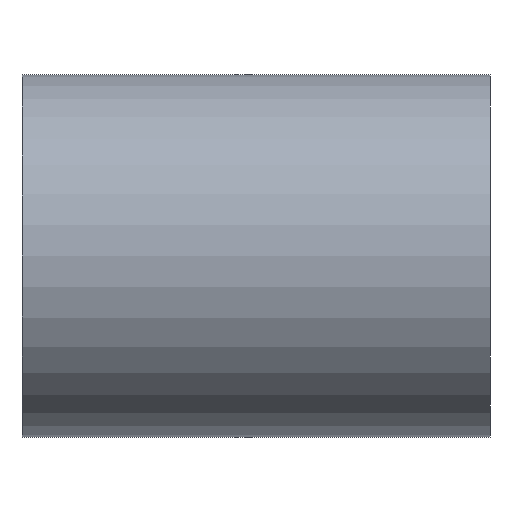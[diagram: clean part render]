
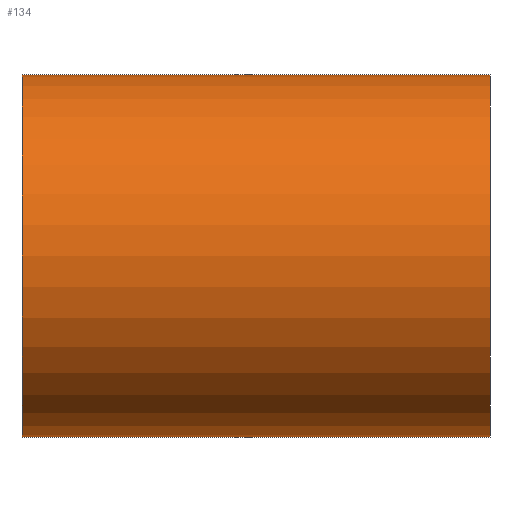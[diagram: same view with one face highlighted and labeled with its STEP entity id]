
A CAD part, left-side view. The second image highlights one B-rep face of the part: STEP entity #134.
In plain terms, the highlighted cylindrical face has radius 3.1 mm (diameter 6.2 mm), a partial arc.
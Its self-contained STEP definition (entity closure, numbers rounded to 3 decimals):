
#1 = EDGE_CURVE ( 'NONE', #124, #37, #154, .T. ) ;
#4 = CARTESIAN_POINT ( 'NONE',  ( 0., 0., 3.1 ) ) ;
#13 = DIRECTION ( 'NONE',  ( 0., -1., 0. ) ) ;
#15 = EDGE_CURVE ( 'NONE', #97, #124, #177, .T. ) ;
#26 = CYLINDRICAL_SURFACE ( 'NONE', #92, 3.1 ) ;
#27 = FACE_OUTER_BOUND ( 'NONE', #155, .T. ) ;
#30 = DIRECTION ( 'NONE',  ( 0., -1., 0. ) ) ;
#32 = ORIENTED_EDGE ( 'NONE', *, *, #15, .F. ) ;
#37 = VERTEX_POINT ( 'NONE', #4 ) ;
#40 = DIRECTION ( 'NONE',  ( 0., 0., 1. ) ) ;
#43 = DIRECTION ( 'NONE',  ( 0., 0., 1. ) ) ;
#52 = CARTESIAN_POINT ( 'NONE',  ( 0., 8., 3.1 ) ) ;
#56 = CARTESIAN_POINT ( 'NONE',  ( 0., 8., -3.1 ) ) ;
#64 = VECTOR ( 'NONE', #179, 1000. ) ;
#69 = CARTESIAN_POINT ( 'NONE',  ( 0., 8., 0. ) ) ;
#71 = DIRECTION ( 'NONE',  ( 0., 1., 0. ) ) ;
#73 = CARTESIAN_POINT ( 'NONE',  ( 0., 8., 0. ) ) ;
#90 = CARTESIAN_POINT ( 'NONE',  ( 0., 8., 3.1 ) ) ;
#91 = AXIS2_PLACEMENT_3D ( 'NONE', #69, #71, #43 ) ;
#92 = AXIS2_PLACEMENT_3D ( 'NONE', #73, #30, #137 ) ;
#97 = VERTEX_POINT ( 'NONE', #56 ) ;
#101 = EDGE_CURVE ( 'NONE', #111, #37, #147, .T. ) ;
#110 = ORIENTED_EDGE ( 'NONE', *, *, #1, .F. ) ;
#111 = VERTEX_POINT ( 'NONE', #145 ) ;
#112 = ORIENTED_EDGE ( 'NONE', *, *, #101, .T. ) ;
#116 = CARTESIAN_POINT ( 'NONE',  ( 0., 0., 0. ) ) ;
#118 = EDGE_CURVE ( 'NONE', #97, #111, #162, .T. ) ;
#124 = VERTEX_POINT ( 'NONE', #90 ) ;
#132 = AXIS2_PLACEMENT_3D ( 'NONE', #116, #174, #40 ) ;
#134 = ADVANCED_FACE ( 'NONE', ( #27 ), #26, .T. ) ;
#137 = DIRECTION ( 'NONE',  ( 0., 0., -1. ) ) ;
#143 = ORIENTED_EDGE ( 'NONE', *, *, #118, .T. ) ;
#145 = CARTESIAN_POINT ( 'NONE',  ( 0., 0., -3.1 ) ) ;
#147 = CIRCLE ( 'NONE', #132, 3.1 ) ;
#154 = LINE ( 'NONE', #52, #168 ) ;
#155 = EDGE_LOOP ( 'NONE', ( #110, #32, #143, #112 ) ) ;
#162 = LINE ( 'NONE', #188, #64 ) ;
#168 = VECTOR ( 'NONE', #13, 1000. ) ;
#174 = DIRECTION ( 'NONE',  ( 0., 1., 0. ) ) ;
#177 = CIRCLE ( 'NONE', #91, 3.1 ) ;
#179 = DIRECTION ( 'NONE',  ( 0., -1., 0. ) ) ;
#188 = CARTESIAN_POINT ( 'NONE',  ( 0., 8., -3.1 ) ) ;
